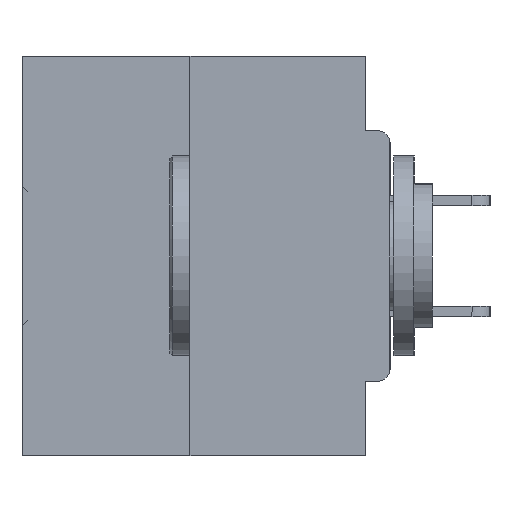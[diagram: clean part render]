
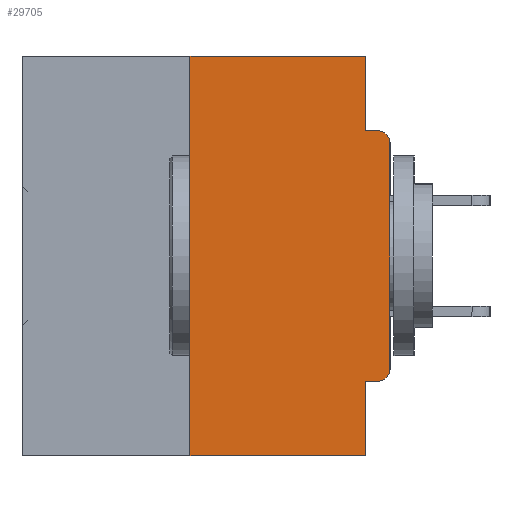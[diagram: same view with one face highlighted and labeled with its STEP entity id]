
A CAD part, left-side view. The second image highlights one B-rep face of the part: STEP entity #29705.
In plain terms, the highlighted planar face has unit normal (-1, 0, 0).
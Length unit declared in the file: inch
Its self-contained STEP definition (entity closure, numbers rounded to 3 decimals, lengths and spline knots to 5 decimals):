
#329 = VERTEX_POINT ( 'NONE', #28470 ) ;
#671 = CARTESIAN_POINT ( 'NONE',  ( 0., 0.015, -0.0935 ) ) ;
#1107 = CARTESIAN_POINT ( 'NONE',  ( 0., 0., -0.1085 ) ) ;
#1198 = LINE ( 'NONE', #31115, #9559 ) ;
#1658 = FACE_OUTER_BOUND ( 'NONE', #35149, .T. ) ;
#2063 = ORIENTED_EDGE ( 'NONE', *, *, #22975, .T. ) ;
#2109 = EDGE_CURVE ( 'NONE', #39855, #44457, #1198, .T. ) ;
#2641 = DIRECTION ( 'NONE',  ( 0., -1., 0. ) ) ;
#2778 = VECTOR ( 'NONE', #45373, 39.37008 ) ;
#3083 = LINE ( 'NONE', #24257, #33923 ) ;
#3214 = CARTESIAN_POINT ( 'NONE',  ( 0., 0.46, 0. ) ) ;
#3642 = ORIENTED_EDGE ( 'NONE', *, *, #2109, .T. ) ;
#4304 = VECTOR ( 'NONE', #16153, 39.37008 ) ;
#6794 = DIRECTION ( 'NONE',  ( 1., 0., 0. ) ) ;
#7003 = VERTEX_POINT ( 'NONE', #10490 ) ;
#7307 = CIRCLE ( 'NONE', #22497, 0.015 ) ;
#7603 = AXIS2_PLACEMENT_3D ( 'NONE', #10846, #14463, #42979 ) ;
#8167 = LINE ( 'NONE', #23634, #26077 ) ;
#8680 = EDGE_CURVE ( 'NONE', #9035, #15274, #16076, .T. ) ;
#9035 = VERTEX_POINT ( 'NONE', #33049 ) ;
#9559 = VECTOR ( 'NONE', #2641, 39.37008 ) ;
#9880 = DIRECTION ( 'NONE',  ( 0., 0., -1. ) ) ;
#10490 = CARTESIAN_POINT ( 'NONE',  ( 0., 0.031, -0.4065 ) ) ;
#10756 = CARTESIAN_POINT ( 'NONE',  ( 0., 0.031, -0.5 ) ) ;
#10846 = CARTESIAN_POINT ( 'NONE',  ( 0., 0.015, -0.3915 ) ) ;
#11134 = EDGE_CURVE ( 'NONE', #7003, #44457, #33253, .T. ) ;
#11735 = LINE ( 'NONE', #30958, #41473 ) ;
#12157 = CARTESIAN_POINT ( 'NONE',  ( 0., 0., -0.3915 ) ) ;
#12394 = VERTEX_POINT ( 'NONE', #671 ) ;
#13388 = AXIS2_PLACEMENT_3D ( 'NONE', #3214, #6794, #31847 ) ;
#14083 = VERTEX_POINT ( 'NONE', #14109 ) ;
#14109 = CARTESIAN_POINT ( 'NONE',  ( 0., 0.25, 0. ) ) ;
#14463 = DIRECTION ( 'NONE',  ( -1., 0., 0. ) ) ;
#14626 = CIRCLE ( 'NONE', #7603, 0.015 ) ;
#15274 = VERTEX_POINT ( 'NONE', #15894 ) ;
#15894 = CARTESIAN_POINT ( 'NONE',  ( 0., 0.031, -0.0935 ) ) ;
#16076 = LINE ( 'NONE', #30536, #4304 ) ;
#16126 = EDGE_CURVE ( 'NONE', #23351, #16254, #3083, .T. ) ;
#16153 = DIRECTION ( 'NONE',  ( 0., 0., -1. ) ) ;
#16254 = VERTEX_POINT ( 'NONE', #1107 ) ;
#16289 = LINE ( 'NONE', #17058, #34829 ) ;
#17058 = CARTESIAN_POINT ( 'NONE',  ( 0., 0., -0.0935 ) ) ;
#18672 = ORIENTED_EDGE ( 'NONE', *, *, #25635, .F. ) ;
#19879 = ORIENTED_EDGE ( 'NONE', *, *, #8680, .F. ) ;
#20789 = DIRECTION ( 'NONE',  ( 0., 0., 1. ) ) ;
#21793 = LINE ( 'NONE', #30929, #2778 ) ;
#22497 = AXIS2_PLACEMENT_3D ( 'NONE', #35080, #23940, #45877 ) ;
#22975 = EDGE_CURVE ( 'NONE', #16254, #12394, #7307, .T. ) ;
#23225 = ORIENTED_EDGE ( 'NONE', *, *, #40495, .F. ) ;
#23351 = VERTEX_POINT ( 'NONE', #12157 ) ;
#23507 = EDGE_CURVE ( 'NONE', #14083, #9035, #21793, .T. ) ;
#23550 = CARTESIAN_POINT ( 'NONE',  ( 0., 0.25, -0.5 ) ) ;
#23634 = CARTESIAN_POINT ( 'NONE',  ( 0., 0.25, 0. ) ) ;
#23940 = DIRECTION ( 'NONE',  ( -1., 0., 0. ) ) ;
#24257 = CARTESIAN_POINT ( 'NONE',  ( 0., 0., 0. ) ) ;
#25635 = EDGE_CURVE ( 'NONE', #39855, #14083, #8167, .T. ) ;
#26077 = VECTOR ( 'NONE', #27553, 39.37008 ) ;
#27553 = DIRECTION ( 'NONE',  ( 0., 0., 1. ) ) ;
#28403 = PLANE ( 'NONE',  #13388 ) ;
#28470 = CARTESIAN_POINT ( 'NONE',  ( 0., 0.015, -0.4065 ) ) ;
#29705 = ADVANCED_FACE ( 'NONE', ( #1658 ), #28403, .F. ) ;
#30314 = ORIENTED_EDGE ( 'NONE', *, *, #16126, .T. ) ;
#30536 = CARTESIAN_POINT ( 'NONE',  ( 0., 0.031, 0. ) ) ;
#30929 = CARTESIAN_POINT ( 'NONE',  ( 0., 0.46, 0. ) ) ;
#30958 = CARTESIAN_POINT ( 'NONE',  ( 0., 0., -0.4065 ) ) ;
#31115 = CARTESIAN_POINT ( 'NONE',  ( 0., 0.46, -0.5 ) ) ;
#31847 = DIRECTION ( 'NONE',  ( 0., 0., -1. ) ) ;
#32731 = ORIENTED_EDGE ( 'NONE', *, *, #23507, .F. ) ;
#33049 = CARTESIAN_POINT ( 'NONE',  ( 0., 0.031, 0. ) ) ;
#33253 = LINE ( 'NONE', #34367, #36640 ) ;
#33923 = VECTOR ( 'NONE', #20789, 39.37008 ) ;
#34367 = CARTESIAN_POINT ( 'NONE',  ( 0., 0.031, -0.5 ) ) ;
#34829 = VECTOR ( 'NONE', #38522, 39.37008 ) ;
#35080 = CARTESIAN_POINT ( 'NONE',  ( 0., 0.015, -0.1085 ) ) ;
#35149 = EDGE_LOOP ( 'NONE', ( #32731, #18672, #3642, #43809, #37225, #41177, #30314, #2063, #23225, #19879 ) ) ;
#36640 = VECTOR ( 'NONE', #9880, 39.37008 ) ;
#37225 = ORIENTED_EDGE ( 'NONE', *, *, #41111, .F. ) ;
#38522 = DIRECTION ( 'NONE',  ( 0., -1., 0. ) ) ;
#39855 = VERTEX_POINT ( 'NONE', #23550 ) ;
#40169 = EDGE_CURVE ( 'NONE', #329, #23351, #14626, .T. ) ;
#40495 = EDGE_CURVE ( 'NONE', #15274, #12394, #16289, .T. ) ;
#41111 = EDGE_CURVE ( 'NONE', #329, #7003, #11735, .T. ) ;
#41177 = ORIENTED_EDGE ( 'NONE', *, *, #40169, .T. ) ;
#41473 = VECTOR ( 'NONE', #41477, 39.37008 ) ;
#41477 = DIRECTION ( 'NONE',  ( 0., 1., 0. ) ) ;
#42979 = DIRECTION ( 'NONE',  ( 0., 0., -1. ) ) ;
#43809 = ORIENTED_EDGE ( 'NONE', *, *, #11134, .F. ) ;
#44457 = VERTEX_POINT ( 'NONE', #10756 ) ;
#45373 = DIRECTION ( 'NONE',  ( 0., -1., 0. ) ) ;
#45877 = DIRECTION ( 'NONE',  ( 0., 0., -1. ) ) ;
